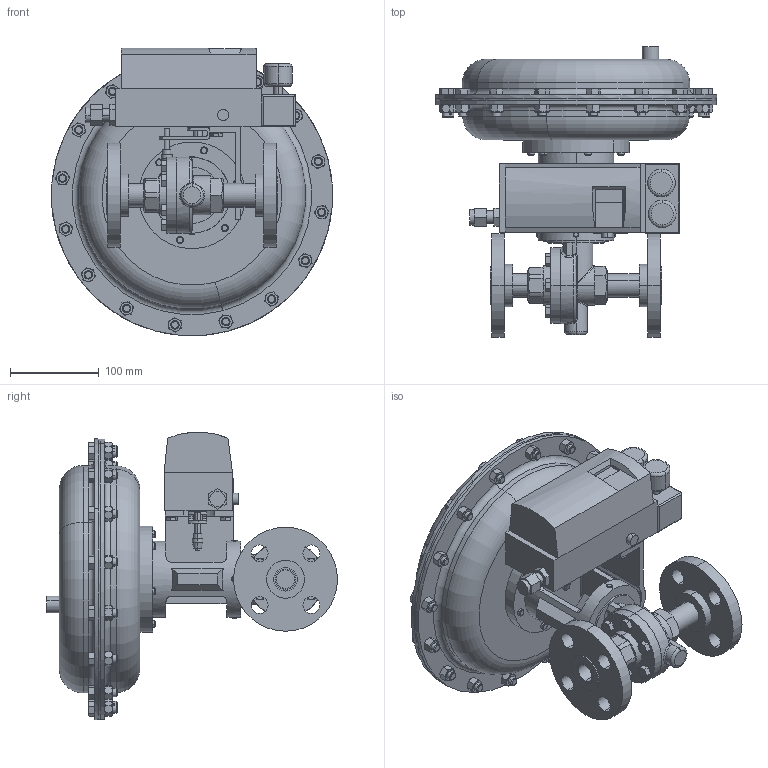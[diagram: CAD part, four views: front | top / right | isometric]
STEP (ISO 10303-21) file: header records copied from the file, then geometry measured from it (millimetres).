
FILE_DESCRIPTION (( 'STEP AP203' ), '1' );
FILE_NAME ('70SP-075-DI+BR-F3-55M-16IQ.STEP', '2017-09-11T16:13:03', ( '' ), ( '' ), 'SwSTEP 2.0', 'SolidWorks 2014', '' );
FILE_SCHEMA (( 'CONFIG_CONTROL_DESIGN' ));
Length unit declared in the file: inch
Products named in the file (1): 70SP-075-DI+BR-F3-55M-16IQ
Bounding box: 317.5 x 328.55 x 324.83 mm (x, y, z)
Volume: 7075455.6 mm3; surface area: 475151.7 mm2
Topology: 1 solids, 1 shells, 1118 faces, 2574 edges, 1562 vertices
Faces by surface type: plane 470, cone 402, cylinder 203, torus 28, bspline 10, sphere 5
Entity records: 35278 total; most frequent: CARTESIAN_POINT 10904, ORIENTED_EDGE 5140, DIRECTION 4860, EDGE_CURVE 2570, AXIS2_PLACEMENT_3D 1958, VERTEX_POINT 1562, EDGE_LOOP 1246, ADVANCED_FACE 1118
